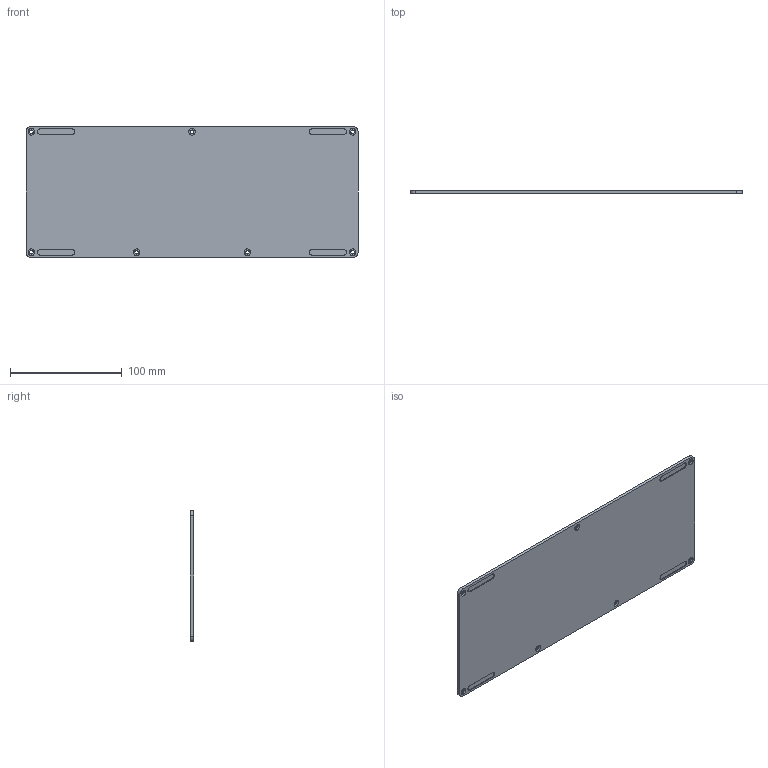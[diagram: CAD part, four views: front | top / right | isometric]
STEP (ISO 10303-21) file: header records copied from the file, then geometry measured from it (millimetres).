
FILE_DESCRIPTION(/* description */ (''),/* implementation_level */ '2;1');
FILE_NAME(/* name */ '',/* time_stamp */ '2024-03-19T09:55:49+09:00',/* author */ (''),/* organization */ (''),/* preprocessor_version */ 'ST-DEVELOPER v20',/* originating_system */ 'Autodesk Translation Framework v12.20.1.177',/* authorisation */ '');
FILE_SCHEMA (('AUTOMOTIVE_DESIGN { 1 0 10303 214 3 1 1 }'));
Length unit declared in the file: millimetre
Products named in the file (1): プレート
Bounding box: 297.59 x 3 x 117.69 mm (x, y, z)
Volume: 104233.2 mm3; surface area: 72835.5 mm2
Topology: 1 solids, 1 shells, 51 faces, 114 edges, 76 vertices
Faces by surface type: cylinder 26, plane 25
Full cylindrical faces by diameter (mm): 3.2 x7, 5.9 x7
Entity records: 1501 total; most frequent: DIRECTION 270, CARTESIAN_POINT 242, ORIENTED_EDGE 228, EDGE_CURVE 114, AXIS2_PLACEMENT_3D 104, EDGE_LOOP 76, VERTEX_POINT 76, LINE 62
